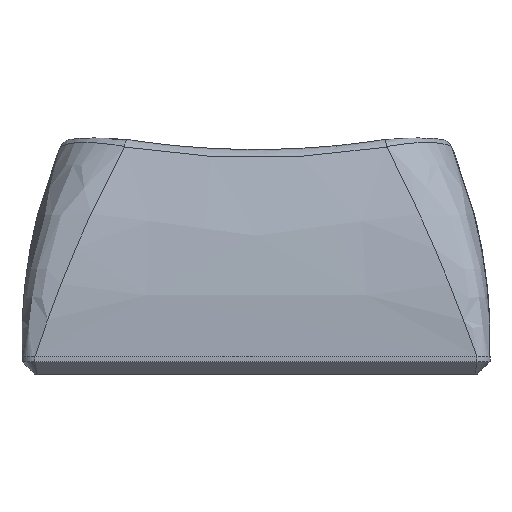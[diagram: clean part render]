
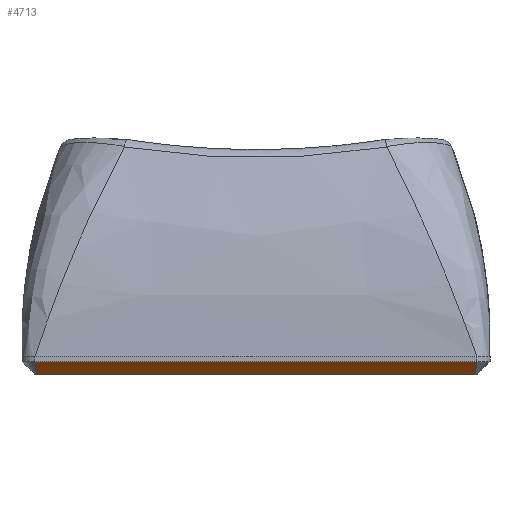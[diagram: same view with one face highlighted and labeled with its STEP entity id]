
A CAD part, front view. The second image highlights one B-rep face of the part: STEP entity #4713.
In plain terms, the highlighted planar face has unit normal (0, -0.707, -0.707).
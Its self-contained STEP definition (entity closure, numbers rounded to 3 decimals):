
#720 = PLANE('',#721);
#721 = AXIS2_PLACEMENT_3D('',#722,#723,#724);
#722 = CARTESIAN_POINT('',(-8.5,-9.,0.672));
#723 = DIRECTION('',(0.,-1.,0.));
#724 = DIRECTION('',(1.,0.,0.));
#1973 = VERTEX_POINT('',#1974);
#1974 = CARTESIAN_POINT('',(-8.5,-9.,0.48));
#2000 = EDGE_CURVE('',#1973,#2001,#2003,.T.);
#2001 = VERTEX_POINT('',#2002);
#2002 = CARTESIAN_POINT('',(8.5,-9.,0.48));
#2003 = SURFACE_CURVE('',#2004,(#2008,#2015),.PCURVE_S1.);
#2004 = LINE('',#2005,#2006);
#2005 = CARTESIAN_POINT('',(-8.5,-9.,0.48));
#2006 = VECTOR('',#2007,1.);
#2007 = DIRECTION('',(1.,0.,0.));
#2008 = PCURVE('',#720,#2009);
#2009 = DEFINITIONAL_REPRESENTATION('',(#2010),#2014);
#2010 = LINE('',#2011,#2012);
#2011 = CARTESIAN_POINT('',(0.,-0.192));
#2012 = VECTOR('',#2013,1.);
#2013 = DIRECTION('',(1.,0.));
#2014 = ( GEOMETRIC_REPRESENTATION_CONTEXT(2) 
PARAMETRIC_REPRESENTATION_CONTEXT() REPRESENTATION_CONTEXT('2D SPACE',''
  ) );
#2015 = PCURVE('',#2016,#2021);
#2016 = PLANE('',#2017);
#2017 = AXIS2_PLACEMENT_3D('',#2018,#2019,#2020);
#2018 = CARTESIAN_POINT('',(-8.5,-8.76,0.24));
#2019 = DIRECTION('',(0.,0.707,0.707)
  );
#2020 = DIRECTION('',(1.,0.,0.));
#2021 = DEFINITIONAL_REPRESENTATION('',(#2022),#2026);
#2022 = LINE('',#2023,#2024);
#2023 = CARTESIAN_POINT('',(0.,-0.339));
#2024 = VECTOR('',#2025,1.);
#2025 = DIRECTION('',(1.,0.));
#2026 = ( GEOMETRIC_REPRESENTATION_CONTEXT(2) 
PARAMETRIC_REPRESENTATION_CONTEXT() REPRESENTATION_CONTEXT('2D SPACE',''
  ) );
#3188 = CONICAL_SURFACE('',#3189,0.7,0.785);
#3189 = AXIS2_PLACEMENT_3D('',#3190,#3191,#3192);
#3190 = CARTESIAN_POINT('',(8.323,-8.323,0.48));
#3191 = DIRECTION('',(-0.,-0.,1.));
#3192 = DIRECTION('',(0.967,-0.253,0.));
#4713 = ADVANCED_FACE('',(#4714),#2016,.F.);
#4714 = FACE_BOUND('',#4715,.F.);
#4715 = EDGE_LOOP('',(#4716,#4751,#4752,#4782));
#4716 = ORIENTED_EDGE('',*,*,#4717,.F.);
#4717 = EDGE_CURVE('',#1973,#4718,#4720,.T.);
#4718 = VERTEX_POINT('',#4719);
#4719 = CARTESIAN_POINT('',(-8.42,-8.52,0.));
#4720 = SURFACE_CURVE('',#4721,(#4726,#4733),.PCURVE_S1.);
#4721 = PARABOLA('',#4722,0.008);
#4722 = AXIS2_PLACEMENT_3D('',#4723,#4724,#4725);
#4723 = CARTESIAN_POINT('',(-8.323,-8.311,
    -0.209));
#4724 = DIRECTION('',(0.,0.707,0.707)
  );
#4725 = DIRECTION('',(0.,-0.707,0.707)
  );
#4726 = PCURVE('',#2016,#4727);
#4727 = DEFINITIONAL_REPRESENTATION('',(#4728),#4732);
#4728 = B_SPLINE_CURVE_WITH_KNOTS('',2,(#4729,#4730,#4731),
  .UNSPECIFIED.,.F.,.F.,(3,3),(-0.177,-0.098),
  .PIECEWISE_BEZIER_KNOTS.);
#4729 = CARTESIAN_POINT('',(0.,-0.339));
#4730 = CARTESIAN_POINT('',(0.04,0.098));
#4731 = CARTESIAN_POINT('',(0.08,0.339));
#4732 = ( GEOMETRIC_REPRESENTATION_CONTEXT(2) 
PARAMETRIC_REPRESENTATION_CONTEXT() REPRESENTATION_CONTEXT('2D SPACE',''
  ) );
#4733 = PCURVE('',#4734,#4739);
#4734 = CONICAL_SURFACE('',#4735,0.7,0.785);
#4735 = AXIS2_PLACEMENT_3D('',#4736,#4737,#4738);
#4736 = CARTESIAN_POINT('',(-8.323,-8.323,0.48));
#4737 = DIRECTION('',(-0.,-0.,1.));
#4738 = DIRECTION('',(-0.253,-0.967,-0.));
#4739 = DEFINITIONAL_REPRESENTATION('',(#4740),#4750);
#4740 = B_SPLINE_CURVE_WITH_KNOTS('',8,(#4741,#4742,#4743,#4744,#4745,
    #4746,#4747,#4748,#4749),.UNSPECIFIED.,.F.,.F.,(9,9),(
    -0.177,-0.098),.PIECEWISE_BEZIER_KNOTS.);
#4741 = CARTESIAN_POINT('',(0.,0.));
#4742 = CARTESIAN_POINT('',(-0.014,-0.077));
#4743 = CARTESIAN_POINT('',(-0.03,-0.15));
#4744 = CARTESIAN_POINT('',(-0.048,-0.217));
#4745 = CARTESIAN_POINT('',(-0.069,-0.28));
#4746 = CARTESIAN_POINT('',(-0.094,-0.337));
#4747 = CARTESIAN_POINT('',(-0.123,-0.39));
#4748 = CARTESIAN_POINT('',(-0.158,-0.437));
#4749 = CARTESIAN_POINT('',(-0.203,-0.48));
#4750 = ( GEOMETRIC_REPRESENTATION_CONTEXT(2) 
PARAMETRIC_REPRESENTATION_CONTEXT() REPRESENTATION_CONTEXT('2D SPACE',''
  ) );
#4751 = ORIENTED_EDGE('',*,*,#2000,.T.);
#4752 = ORIENTED_EDGE('',*,*,#4753,.T.);
#4753 = EDGE_CURVE('',#2001,#4754,#4756,.T.);
#4754 = VERTEX_POINT('',#4755);
#4755 = CARTESIAN_POINT('',(8.42,-8.52,0.));
#4756 = SURFACE_CURVE('',#4757,(#4762,#4769),.PCURVE_S1.);
#4757 = PARABOLA('',#4758,0.008);
#4758 = AXIS2_PLACEMENT_3D('',#4759,#4760,#4761);
#4759 = CARTESIAN_POINT('',(8.323,-8.311,
    -0.209));
#4760 = DIRECTION('',(0.,-0.707,-0.707
    ));
#4761 = DIRECTION('',(0.,-0.707,0.707)
  );
#4762 = PCURVE('',#2016,#4763);
#4763 = DEFINITIONAL_REPRESENTATION('',(#4764),#4768);
#4764 = B_SPLINE_CURVE_WITH_KNOTS('',2,(#4765,#4766,#4767),
  .UNSPECIFIED.,.F.,.F.,(3,3),(-0.177,-0.098),
  .PIECEWISE_BEZIER_KNOTS.);
#4765 = CARTESIAN_POINT('',(17.,-0.339));
#4766 = CARTESIAN_POINT('',(16.96,0.098));
#4767 = CARTESIAN_POINT('',(16.92,0.339));
#4768 = ( GEOMETRIC_REPRESENTATION_CONTEXT(2) 
PARAMETRIC_REPRESENTATION_CONTEXT() REPRESENTATION_CONTEXT('2D SPACE',''
  ) );
#4769 = PCURVE('',#3188,#4770);
#4770 = DEFINITIONAL_REPRESENTATION('',(#4771),#4781);
#4771 = B_SPLINE_CURVE_WITH_KNOTS('',8,(#4772,#4773,#4774,#4775,#4776,
    #4777,#4778,#4779,#4780),.UNSPECIFIED.,.F.,.F.,(9,9),(
    -0.177,-0.098),.PIECEWISE_BEZIER_KNOTS.);
#4772 = CARTESIAN_POINT('',(-1.059,0.));
#4773 = CARTESIAN_POINT('',(-1.045,-0.077));
#4774 = CARTESIAN_POINT('',(-1.029,-0.15));
#4775 = CARTESIAN_POINT('',(-1.01,-0.217));
#4776 = CARTESIAN_POINT('',(-0.99,-0.28));
#4777 = CARTESIAN_POINT('',(-0.965,-0.337));
#4778 = CARTESIAN_POINT('',(-0.936,-0.39));
#4779 = CARTESIAN_POINT('',(-0.901,-0.437));
#4780 = CARTESIAN_POINT('',(-0.856,-0.48));
#4781 = ( GEOMETRIC_REPRESENTATION_CONTEXT(2) 
PARAMETRIC_REPRESENTATION_CONTEXT() REPRESENTATION_CONTEXT('2D SPACE',''
  ) );
#4782 = ORIENTED_EDGE('',*,*,#4783,.F.);
#4783 = EDGE_CURVE('',#4718,#4754,#4784,.T.);
#4784 = SURFACE_CURVE('',#4785,(#4789,#4796),.PCURVE_S1.);
#4785 = LINE('',#4786,#4787);
#4786 = CARTESIAN_POINT('',(-8.5,-8.52,0.));
#4787 = VECTOR('',#4788,1.);
#4788 = DIRECTION('',(1.,0.,0.));
#4789 = PCURVE('',#2016,#4790);
#4790 = DEFINITIONAL_REPRESENTATION('',(#4791),#4795);
#4791 = LINE('',#4792,#4793);
#4792 = CARTESIAN_POINT('',(0.,0.339));
#4793 = VECTOR('',#4794,1.);
#4794 = DIRECTION('',(1.,0.));
#4795 = ( GEOMETRIC_REPRESENTATION_CONTEXT(2) 
PARAMETRIC_REPRESENTATION_CONTEXT() REPRESENTATION_CONTEXT('2D SPACE',''
  ) );
#4796 = PCURVE('',#4797,#4802);
#4797 = PLANE('',#4798);
#4798 = AXIS2_PLACEMENT_3D('',#4799,#4800,#4801);
#4799 = CARTESIAN_POINT('',(8.5,9.,0.));
#4800 = DIRECTION('',(0.,0.,-1.));
#4801 = DIRECTION('',(-1.,0.,0.));
#4802 = DEFINITIONAL_REPRESENTATION('',(#4803),#4807);
#4803 = LINE('',#4804,#4805);
#4804 = CARTESIAN_POINT('',(17.,-17.52));
#4805 = VECTOR('',#4806,1.);
#4806 = DIRECTION('',(-1.,0.));
#4807 = ( GEOMETRIC_REPRESENTATION_CONTEXT(2) 
PARAMETRIC_REPRESENTATION_CONTEXT() REPRESENTATION_CONTEXT('2D SPACE',''
  ) );
